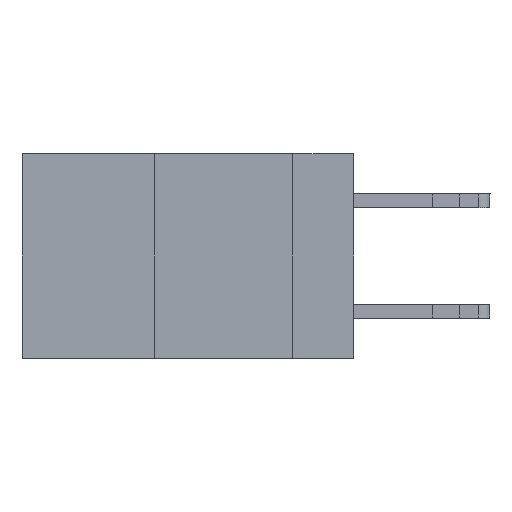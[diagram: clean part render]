
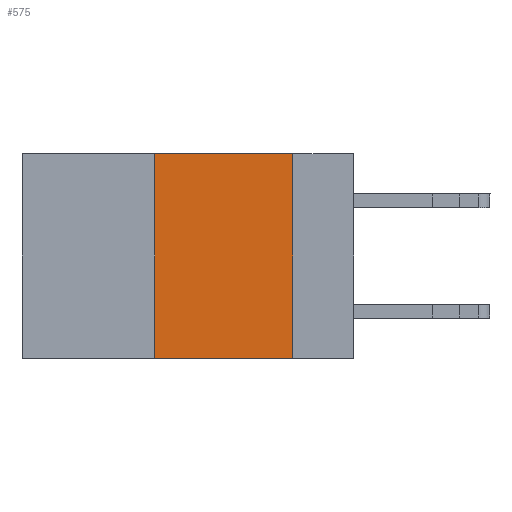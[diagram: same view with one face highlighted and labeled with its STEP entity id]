
A CAD part, left-side view. The second image highlights one B-rep face of the part: STEP entity #575.
In plain terms, the highlighted planar face has unit normal (-1, 0, 0).
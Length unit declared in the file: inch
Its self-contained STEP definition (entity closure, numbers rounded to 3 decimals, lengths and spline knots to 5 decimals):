
#303 = DIRECTION ( 'NONE',  ( 0., 0., -1. ) ) ;
#575 = ADVANCED_FACE ( 'NONE', ( #19090 ), #12325, .F. ) ;
#836 = EDGE_CURVE ( 'NONE', #19658, #2847, #12085, .T. ) ;
#969 = VECTOR ( 'NONE', #303, 39.37008 ) ;
#2584 = EDGE_CURVE ( 'NONE', #2847, #6522, #5368, .T. ) ;
#2847 = VERTEX_POINT ( 'NONE', #3628 ) ;
#3291 = CARTESIAN_POINT ( 'NONE',  ( 0., 0.6, 0. ) ) ;
#3609 = VECTOR ( 'NONE', #5070, 39.37008 ) ;
#3628 = CARTESIAN_POINT ( 'NONE',  ( 0., 0.11, 0. ) ) ;
#4042 = ORIENTED_EDGE ( 'NONE', *, *, #20483, .T. ) ;
#4395 = DIRECTION ( 'NONE',  ( 1., 0., 0. ) ) ;
#5070 = DIRECTION ( 'NONE',  ( 0., -1., 0. ) ) ;
#5368 = LINE ( 'NONE', #20036, #969 ) ;
#5650 = LINE ( 'NONE', #13737, #15081 ) ;
#6522 = VERTEX_POINT ( 'NONE', #17873 ) ;
#6721 = AXIS2_PLACEMENT_3D ( 'NONE', #19061, #4395, #9649 ) ;
#7901 = LINE ( 'NONE', #21126, #12257 ) ;
#8149 = ORIENTED_EDGE ( 'NONE', *, *, #836, .F. ) ;
#9649 = DIRECTION ( 'NONE',  ( 0., 0., -1. ) ) ;
#11185 = DIRECTION ( 'NONE',  ( 0., 0., 1. ) ) ;
#11362 = CARTESIAN_POINT ( 'NONE',  ( 0., 0.36, -0.37 ) ) ;
#11389 = CARTESIAN_POINT ( 'NONE',  ( 0., 0.36, 0. ) ) ;
#12085 = LINE ( 'NONE', #3291, #3609 ) ;
#12257 = VECTOR ( 'NONE', #11185, 39.37008 ) ;
#12325 = PLANE ( 'NONE',  #6721 ) ;
#12794 = EDGE_LOOP ( 'NONE', ( #19669, #8149, #17438, #4042 ) ) ;
#13737 = CARTESIAN_POINT ( 'NONE',  ( 0., 0.6, -0.37 ) ) ;
#15081 = VECTOR ( 'NONE', #15356, 39.37008 ) ;
#15356 = DIRECTION ( 'NONE',  ( 0., -1., 0. ) ) ;
#17438 = ORIENTED_EDGE ( 'NONE', *, *, #20694, .F. ) ;
#17873 = CARTESIAN_POINT ( 'NONE',  ( 0., 0.11, -0.37 ) ) ;
#18361 = VERTEX_POINT ( 'NONE', #11362 ) ;
#19061 = CARTESIAN_POINT ( 'NONE',  ( 0., 0.6, 0. ) ) ;
#19090 = FACE_OUTER_BOUND ( 'NONE', #12794, .T. ) ;
#19658 = VERTEX_POINT ( 'NONE', #11389 ) ;
#19669 = ORIENTED_EDGE ( 'NONE', *, *, #2584, .F. ) ;
#20036 = CARTESIAN_POINT ( 'NONE',  ( 0., 0.11, 0. ) ) ;
#20483 = EDGE_CURVE ( 'NONE', #18361, #6522, #5650, .T. ) ;
#20694 = EDGE_CURVE ( 'NONE', #18361, #19658, #7901, .T. ) ;
#21126 = CARTESIAN_POINT ( 'NONE',  ( 0., 0.36, 0. ) ) ;
